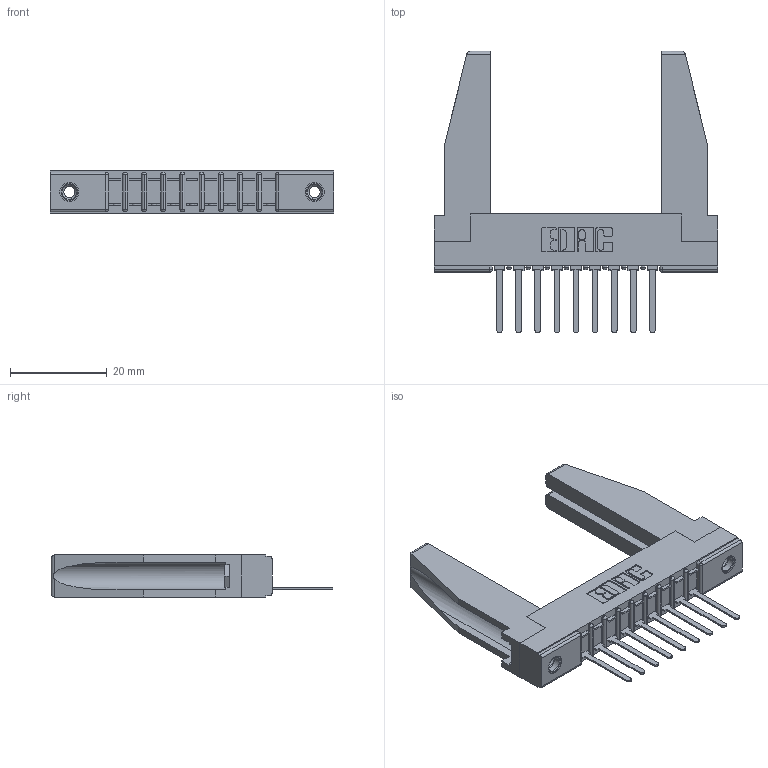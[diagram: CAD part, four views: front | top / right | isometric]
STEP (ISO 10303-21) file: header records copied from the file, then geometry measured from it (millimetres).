
FILE_DESCRIPTION (( 'STEP AP203' ), '1' );
FILE_NAME ('357-009-541-178.STEP', '2019-09-16T18:06:07', ( '' ), ( '' ), 'SwSTEP 2.0', 'SolidWorks 2016', '' );
FILE_SCHEMA (( 'CONFIG_CONTROL_DESIGN' ));
Length unit declared in the file: inch
Products named in the file (5): 357-009-541-178; 345-250-001_345-250-001-102; 307-290-002_541; 307-220-078; 307 Part_.156 Dia Mounting Holes
Assembly tree (14 placements, depth 2):
  357-009-541-178
    307 Part_.156 Dia Mounting Holes
    307-290-002_541  x9
    307-220-078  x2
    345-250-001_345-250-001-102  x2
Bounding box: 58.67 x 58.29 x 8.71 mm (x, y, z)
Volume: 7885.5 mm3; surface area: 10330.5 mm2
Topology: 14 solids, 14 shells, 924 faces, 2741 edges, 1790 vertices
Faces by surface type: plane 559, cylinder 329, sphere 20, cone 12, torus 4
Entity records: 14941 total; most frequent: CARTESIAN_POINT 2514, ORIENTED_EDGE 2460, DIRECTION 2414, EDGE_CURVE 1230, VECTOR 930, LINE 930, VERTEX_POINT 800, AXIS2_PLACEMENT_3D 742
